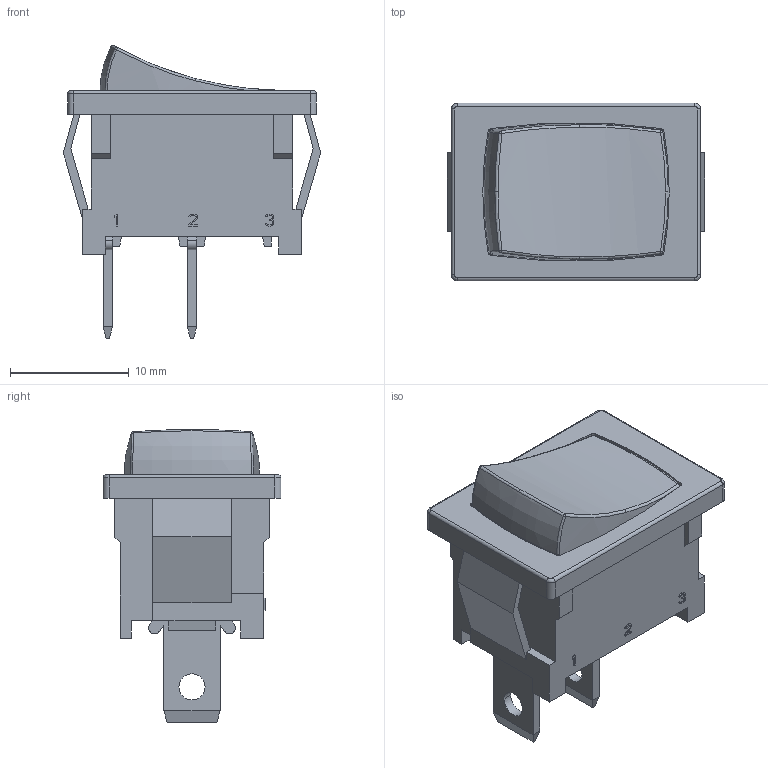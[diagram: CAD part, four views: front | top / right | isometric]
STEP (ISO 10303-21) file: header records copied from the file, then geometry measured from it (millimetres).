
FILE_DESCRIPTION(('STEP AP214'),'1');
FILE_NAME('1608352_prasa1-16f-bb000.stp','2017-05-21T15:24:59',('TraceParts'),('TraceParts S.A.'),'Spatial InterOp 3D',' ',' ');
FILE_SCHEMA(('automotive_design'));
Length unit declared in the file: millimetre
Products named in the file (1): 1608352_prasa1-16f-bb000
Bounding box: 21.7 x 15 x 24.71 mm (x, y, z)
Volume: 3171.7 mm3; surface area: 2055.4 mm2
Topology: 1 solids, 1 shells, 259 faces, 716 edges, 467 vertices
Faces by surface type: plane 199, cylinder 35, bspline 16, sphere 4, torus 3, cone 2
Entity records: 8699 total; most frequent: CARTESIAN_POINT 2113, ORIENTED_EDGE 1432, DIRECTION 1258, EDGE_CURVE 716, LINE 594, VECTOR 594, VERTEX_POINT 467, AXIS2_PLACEMENT_3D 332
